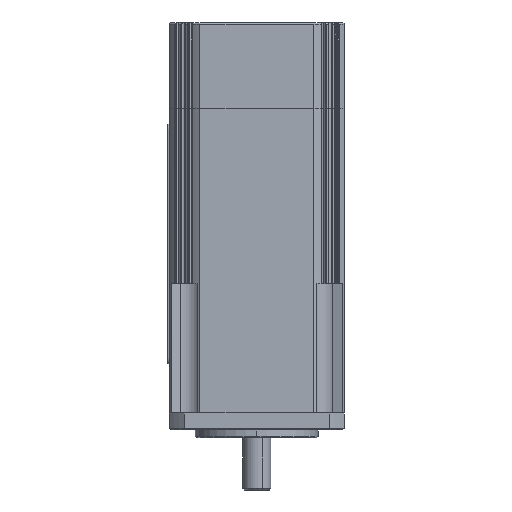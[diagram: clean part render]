
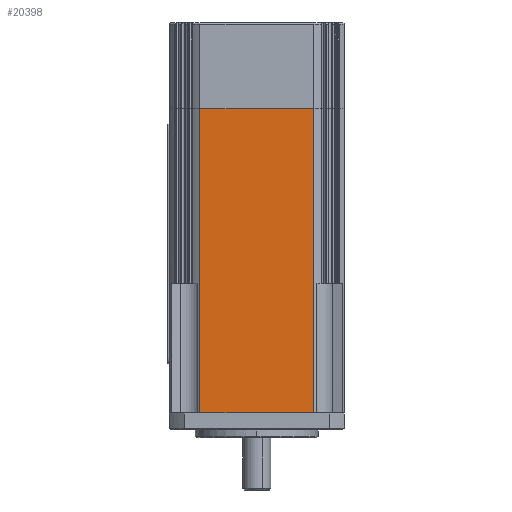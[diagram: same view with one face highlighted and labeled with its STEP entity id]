
A CAD part, front view. The second image highlights one B-rep face of the part: STEP entity #20398.
In plain terms, the highlighted planar face has unit normal (0, -1, 0).
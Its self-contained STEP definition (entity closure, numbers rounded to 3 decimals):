
#20359=CARTESIAN_POINT('',(0.,-28.5,0.0));
#20360=DIRECTION('',(0.0,-1.0,0.0));
#20361=DIRECTION('',(0.0,0.0,-1.0));
#20362=AXIS2_PLACEMENT_3D('',#20359,#20360,#20361);
#20363=PLANE('',#20362);
#20364=CARTESIAN_POINT('',(18.54,-28.5,99.0));
#20365=VERTEX_POINT('',#20364);
#20366=CARTESIAN_POINT('',(-18.54,-28.5,99.0));
#20367=VERTEX_POINT('',#20366);
#20368=CARTESIAN_POINT('',(18.54,-28.5,99.0));
#20369=DIRECTION('',(-1.0,0.0,0.0));
#20370=VECTOR('',#20369,37.081);
#20371=LINE('',#20368,#20370);
#20372=EDGE_CURVE('',#20365,#20367,#20371,.T.);
#20373=ORIENTED_EDGE('',*,*,#20372,.T.);
#20374=CARTESIAN_POINT('',(-18.54,-28.5,0.0));
#20375=VERTEX_POINT('',#20374);
#20376=CARTESIAN_POINT('',(-18.54,-28.5,0.0));
#20377=DIRECTION('',(0.0,0.0,1.0));
#20378=VECTOR('',#20377,99.0);
#20379=LINE('',#20376,#20378);
#20380=EDGE_CURVE('',#20375,#20367,#20379,.T.);
#20381=ORIENTED_EDGE('',*,*,#20380,.F.);
#20382=CARTESIAN_POINT('',(18.54,-28.5,0.0));
#20383=VERTEX_POINT('',#20382);
#20384=CARTESIAN_POINT('',(18.54,-28.5,0.0));
#20385=DIRECTION('',(-1.0,0.0,0.0));
#20386=VECTOR('',#20385,37.081);
#20387=LINE('',#20384,#20386);
#20388=EDGE_CURVE('',#20383,#20375,#20387,.T.);
#20389=ORIENTED_EDGE('',*,*,#20388,.F.);
#20390=CARTESIAN_POINT('',(18.54,-28.5,0.0));
#20391=DIRECTION('',(0.0,0.0,1.0));
#20392=VECTOR('',#20391,99.0);
#20393=LINE('',#20390,#20392);
#20394=EDGE_CURVE('',#20383,#20365,#20393,.T.);
#20395=ORIENTED_EDGE('',*,*,#20394,.T.);
#20396=EDGE_LOOP('',(#20373,#20381,#20389,#20395));
#20397=FACE_OUTER_BOUND('',#20396,.T.);
#20398=ADVANCED_FACE('',(#20397),#20363,.T.);
